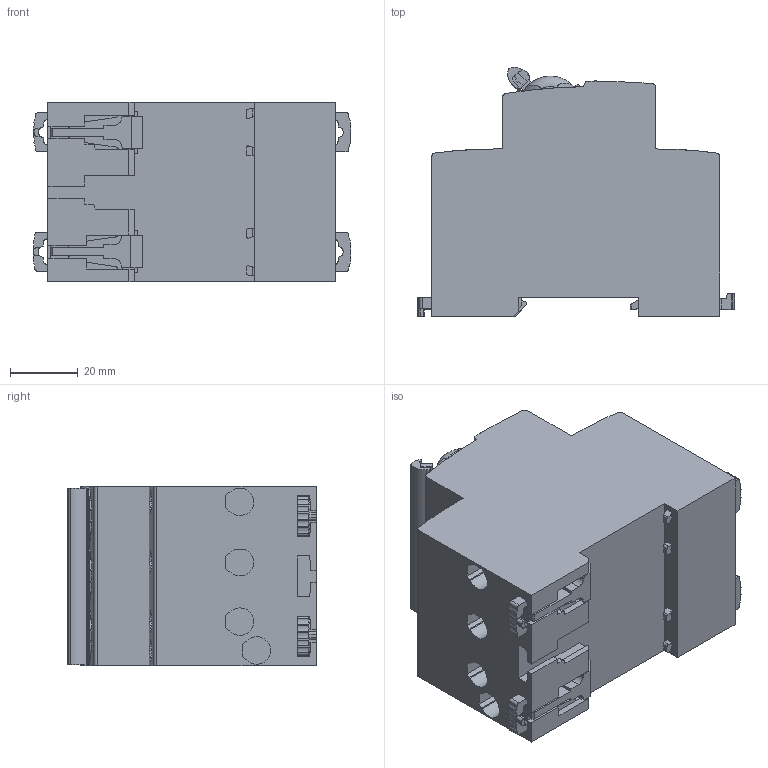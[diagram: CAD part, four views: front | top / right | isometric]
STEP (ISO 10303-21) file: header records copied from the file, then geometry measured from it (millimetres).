
FILE_DESCRIPTION((''),'2;1');
FILE_NAME('SB112456_3D-SIMPLIFIED_ASM','2017-09-18T',('mcordero'),(''),'PRO/ENGINEER BY PARAMETRIC TECHNOLOGY CORPORATION, 2014090','PRO/ENGINEER BY PARAMETRIC TECHNOLOGY CORPORATION, 2014090','');
FILE_SCHEMA(('CONFIG_CONTROL_DESIGN'));
Length unit declared in the file: inch
Products named in the file (12): CORPS; VIS; PRT1454; PRT1456; MANETTE-1; MANETTE-2; AGRAFE-HAUT; PRT1459; PRT1460; PRT1461; SB112456_3D-SIMPLIFIED-1_ASM; SB112456_3D-SIMPLIFIED_ASM
Assembly tree (18 placements, depth 3):
  SB112456_3D-SIMPLIFIED_ASM
    SB112456_3D-SIMPLIFIED-1_ASM
      CORPS
      VIS  x3
      PRT1454  x3
      PRT1456  x2
      MANETTE-1  x3
      MANETTE-2
      AGRAFE-HAUT
      PRT1459
      PRT1460
      PRT1461
Bounding box: 93.71 x 73.31 x 52.9 mm (x, y, z)
Volume: 250282.1 mm3; surface area: 39729.6 mm2
Topology: 17 solids, 17 shells, 719 faces, 2109 edges, 1427 vertices
Faces by surface type: plane 522, cylinder 173, extrusion 18, torus 6
Entity records: 20814 total; most frequent: CARTESIAN_POINT 4553, ORIENTED_EDGE 3470, DIRECTION 3216, EDGE_CURVE 1735, VECTOR 1288, LINE 1278, VERTEX_POINT 1179, AXIS2_PLACEMENT_3D 964
